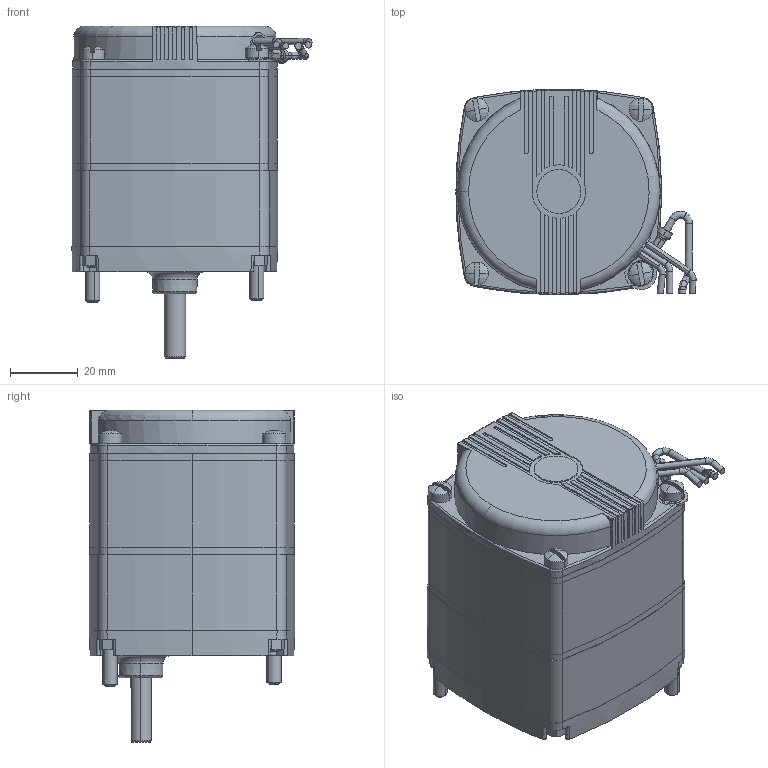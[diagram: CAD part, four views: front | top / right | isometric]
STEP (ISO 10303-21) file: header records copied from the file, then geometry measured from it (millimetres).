
FILE_DESCRIPTION (( 'STEP AP203' ), '1' );
FILE_NAME ('INFM0086.STEP', '2015-09-23T14:20:06', ( 'admin' ), ( '' ), 'SwSTEP 2.0', 'SolidWorks 2014', '' );
FILE_SCHEMA (( 'CONFIG_CONTROL_DESIGN' ));
Length unit declared in the file: inch
Products named in the file (1): INFM0086
Bounding box: 70.67 x 60.56 x 97.69 mm (x, y, z)
Volume: 240889.5 mm3; surface area: 52362.8 mm2
Topology: 18 solids, 18 shells, 615 faces, 1529 edges, 932 vertices
Faces by surface type: plane 215, cylinder 171, cone 99, bspline 89, torus 25, sphere 16
Entity records: 20413 total; most frequent: CARTESIAN_POINT 6526, ORIENTED_EDGE 3010, DIRECTION 2688, EDGE_CURVE 1505, AXIS2_PLACEMENT_3D 1068, VERTEX_POINT 932, EDGE_LOOP 667, ADVANCED_FACE 615
